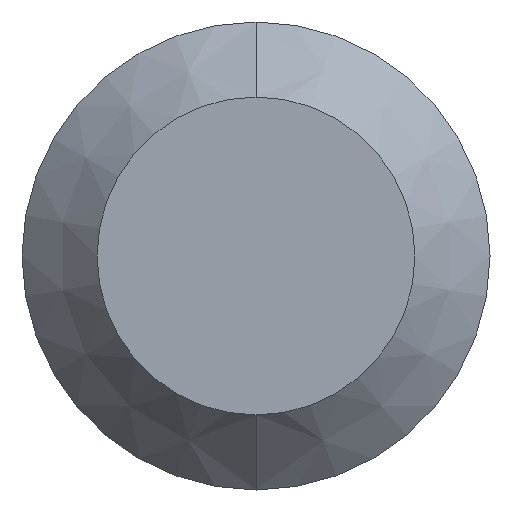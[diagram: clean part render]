
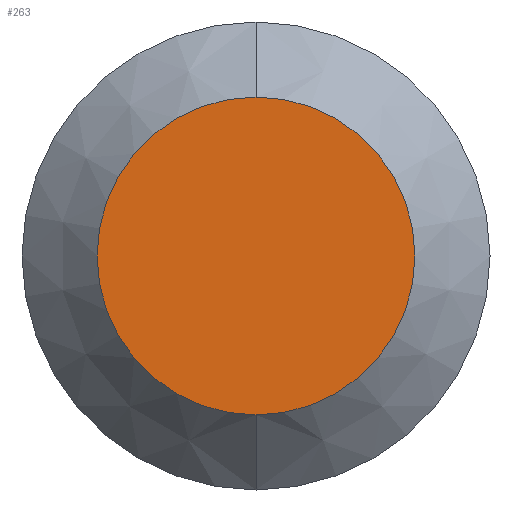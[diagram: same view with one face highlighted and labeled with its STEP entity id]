
A CAD part, front view. The second image highlights one B-rep face of the part: STEP entity #263.
In plain terms, the highlighted planar face has unit normal (0, -1, 0).
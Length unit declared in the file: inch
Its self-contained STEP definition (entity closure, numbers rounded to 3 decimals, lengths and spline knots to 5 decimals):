
#24 = CARTESIAN_POINT ( 'NONE',  ( 0., 0., 0. ) ) ;
#50 = DIRECTION ( 'NONE',  ( 0., -1., 0. ) ) ;
#57 = EDGE_CURVE ( 'NONE', #158, #242, #133, .T. ) ;
#83 = DIRECTION ( 'NONE',  ( 0., 0., 1. ) ) ;
#91 = EDGE_CURVE ( 'NONE', #242, #158, #237, .T. ) ;
#95 = FACE_OUTER_BOUND ( 'NONE', #233, .T. ) ;
#105 = AXIS2_PLACEMENT_3D ( 'NONE', #214, #215, #83 ) ;
#115 = DIRECTION ( 'NONE',  ( 0., 0., 1. ) ) ;
#125 = PLANE ( 'NONE',  #105 ) ;
#133 = CIRCLE ( 'NONE', #212, 0.04235 ) ;
#158 = VERTEX_POINT ( 'NONE', #241 ) ;
#182 = AXIS2_PLACEMENT_3D ( 'NONE', #24, #244, #259 ) ;
#206 = CARTESIAN_POINT ( 'NONE',  ( 0., 0., 0.04235 ) ) ;
#212 = AXIS2_PLACEMENT_3D ( 'NONE', #272, #50, #115 ) ;
#214 = CARTESIAN_POINT ( 'NONE',  ( 0., 0., 0. ) ) ;
#215 = DIRECTION ( 'NONE',  ( 0., 1., 0. ) ) ;
#217 = ORIENTED_EDGE ( 'NONE', *, *, #91, .T. ) ;
#233 = EDGE_LOOP ( 'NONE', ( #217, #271 ) ) ;
#237 = CIRCLE ( 'NONE', #182, 0.04235 ) ;
#241 = CARTESIAN_POINT ( 'NONE',  ( 0., 0., -0.04235 ) ) ;
#242 = VERTEX_POINT ( 'NONE', #206 ) ;
#244 = DIRECTION ( 'NONE',  ( 0., -1., 0. ) ) ;
#259 = DIRECTION ( 'NONE',  ( 0., 0., 1. ) ) ;
#263 = ADVANCED_FACE ( 'NONE', ( #95 ), #125, .F. ) ;
#271 = ORIENTED_EDGE ( 'NONE', *, *, #57, .T. ) ;
#272 = CARTESIAN_POINT ( 'NONE',  ( 0., 0., 0. ) ) ;
